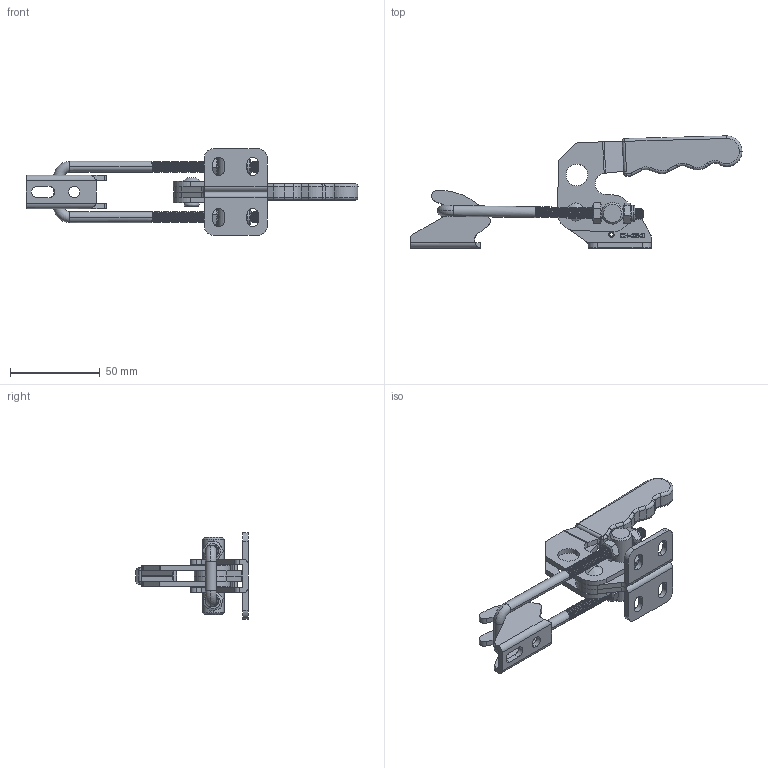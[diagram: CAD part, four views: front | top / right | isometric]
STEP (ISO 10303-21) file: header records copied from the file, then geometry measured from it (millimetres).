
FILE_DESCRIPTION (( 'STEP AP203' ), '1' );
FILE_NAME ('CH-40840.STEP', '2017-12-01T06:45:10', ( 'Windows' ), ( 'Microsoft' ), 'SwSTEP 2.0', 'SolidWorks 2015', '' );
FILE_SCHEMA (( 'CONFIG_CONTROL_DESIGN' ));
Length unit declared in the file: millimetre
Products named in the file (10): CH-40840-07; M6 LOCK Nut; CH-40840-05 ROTOR; M6 Nut; CH-40840-02 HOOK; CH-40840-04 PERMANENT SEAT; CH-40840; CH-40840-01 BASE; CH-40840-03 HANDLE; CH-40840-06
Assembly tree (11 placements, depth 2):
  CH-40840
    CH-40840-01 BASE
    CH-40840-03 HANDLE
    CH-40840-06
    CH-40840-07
    CH-40840-05 ROTOR
    CH-40840-02 HOOK
    M6 LOCK Nut  x2
    M6 Nut  x2
    CH-40840-04 PERMANENT SEAT
Bounding box: 184.48 x 62.34 x 48 mm (x, y, z)
Volume: 45761 mm3; surface area: 33574.1 mm2
Topology: 12 solids, 12 shells, 982 faces, 2708 edges, 1772 vertices
Faces by surface type: cylinder 432, plane 273, bspline 190, cone 58, torus 25, sphere 4
Entity records: 49157 total; most frequent: CARTESIAN_POINT 27587, ORIENTED_EDGE 5016, DIRECTION 3313, EDGE_CURVE 2508, VERTEX_POINT 1645, VECTOR 1181, LINE 1181, AXIS2_PLACEMENT_3D 1066
